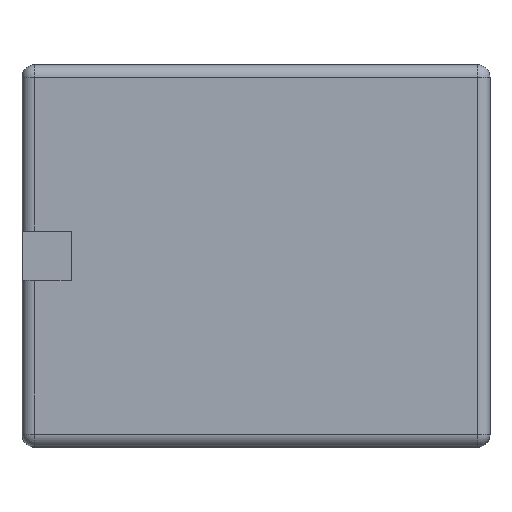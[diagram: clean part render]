
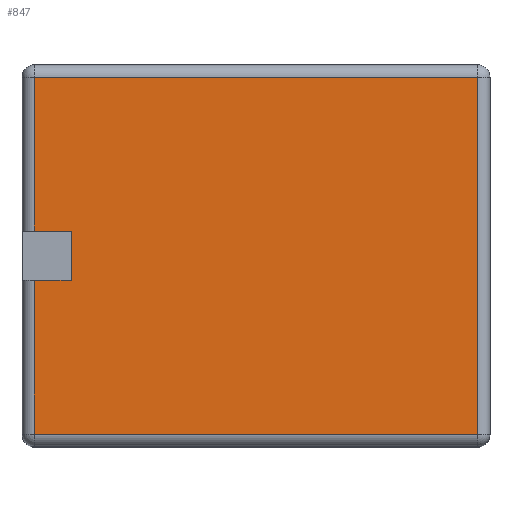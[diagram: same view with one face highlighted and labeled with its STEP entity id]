
A CAD part, top view. The second image highlights one B-rep face of the part: STEP entity #847.
In plain terms, the highlighted planar face has unit normal (0, 0, 1).
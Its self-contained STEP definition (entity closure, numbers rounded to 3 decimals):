
#683=CARTESIAN_POINT('',(-9.,-1.0,15.5));
#684=VERTEX_POINT('',#683);
#694=CARTESIAN_POINT('',(-7.5,-1.,15.5));
#695=VERTEX_POINT('',#694);
#696=CARTESIAN_POINT('',(-7.5,-1.,15.5));
#697=DIRECTION('',(-1.0,0.0,0.0));
#698=VECTOR('',#697,1.5);
#699=LINE('',#696,#698);
#700=EDGE_CURVE('',#695,#684,#699,.T.);
#755=CARTESIAN_POINT('',(-9.,1.0,15.5));
#756=VERTEX_POINT('',#755);
#765=CARTESIAN_POINT('',(-7.5,1.,15.5));
#766=VERTEX_POINT('',#765);
#773=CARTESIAN_POINT('',(-9.,1.,15.5));
#774=DIRECTION('',(1.0,0.0,0.0));
#775=VECTOR('',#774,1.5);
#776=LINE('',#773,#775);
#777=EDGE_CURVE('',#756,#766,#776,.T.);
#788=CARTESIAN_POINT('',(-7.5,1.,15.5));
#789=DIRECTION('',(0.0,-1.0,0.0));
#790=VECTOR('',#789,2.0);
#791=LINE('',#788,#790);
#792=EDGE_CURVE('',#766,#695,#791,.T.);
#799=CARTESIAN_POINT('',(0.,0.0,15.5));
#800=DIRECTION('',(0.0,0.0,1.0));
#801=DIRECTION('',(1.0,0.0,0.0));
#802=AXIS2_PLACEMENT_3D('',#799,#800,#801);
#803=PLANE('',#802);
#804=ORIENTED_EDGE('',*,*,#777,.T.);
#805=ORIENTED_EDGE('',*,*,#792,.T.);
#806=ORIENTED_EDGE('',*,*,#700,.T.);
#807=CARTESIAN_POINT('',(-9.,-7.25,15.5));
#808=VERTEX_POINT('',#807);
#809=CARTESIAN_POINT('',(-9.,-7.25,15.5));
#810=DIRECTION('',(0.0,1.0,0.0));
#811=VECTOR('',#810,6.25);
#812=LINE('',#809,#811);
#813=EDGE_CURVE('',#808,#684,#812,.T.);
#814=ORIENTED_EDGE('',*,*,#813,.F.);
#815=CARTESIAN_POINT('',(9.,-7.25,15.5));
#816=VERTEX_POINT('',#815);
#817=CARTESIAN_POINT('',(9.,-7.25,15.5));
#818=DIRECTION('',(-1.0,0.0,0.0));
#819=VECTOR('',#818,18.);
#820=LINE('',#817,#819);
#821=EDGE_CURVE('',#816,#808,#820,.T.);
#822=ORIENTED_EDGE('',*,*,#821,.F.);
#823=CARTESIAN_POINT('',(9.,7.25,15.5));
#824=VERTEX_POINT('',#823);
#825=CARTESIAN_POINT('',(9.,7.25,15.5));
#826=DIRECTION('',(0.0,-1.0,0.0));
#827=VECTOR('',#826,14.5);
#828=LINE('',#825,#827);
#829=EDGE_CURVE('',#824,#816,#828,.T.);
#830=ORIENTED_EDGE('',*,*,#829,.F.);
#831=CARTESIAN_POINT('',(-9.,7.25,15.5));
#832=VERTEX_POINT('',#831);
#833=CARTESIAN_POINT('',(-9.,7.25,15.5));
#834=DIRECTION('',(1.0,0.0,0.0));
#835=VECTOR('',#834,18.);
#836=LINE('',#833,#835);
#837=EDGE_CURVE('',#832,#824,#836,.T.);
#838=ORIENTED_EDGE('',*,*,#837,.F.);
#839=CARTESIAN_POINT('',(-9.,1.,15.5));
#840=DIRECTION('',(0.0,1.0,0.0));
#841=VECTOR('',#840,6.25);
#842=LINE('',#839,#841);
#843=EDGE_CURVE('',#756,#832,#842,.T.);
#844=ORIENTED_EDGE('',*,*,#843,.F.);
#845=EDGE_LOOP('',(#804,#805,#806,#814,#822,#830,#838,#844));
#846=FACE_OUTER_BOUND('',#845,.T.);
#847=ADVANCED_FACE('',(#846),#803,.T.);
